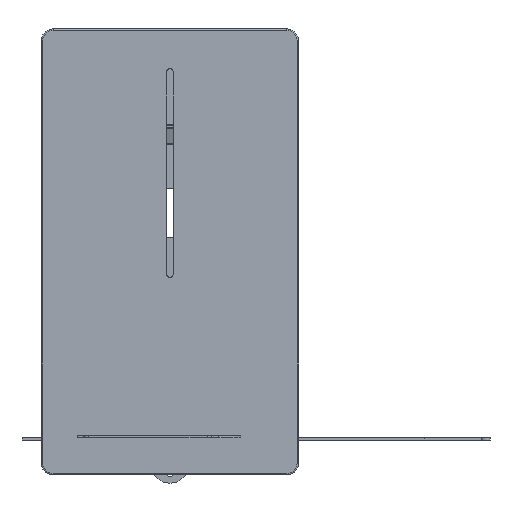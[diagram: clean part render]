
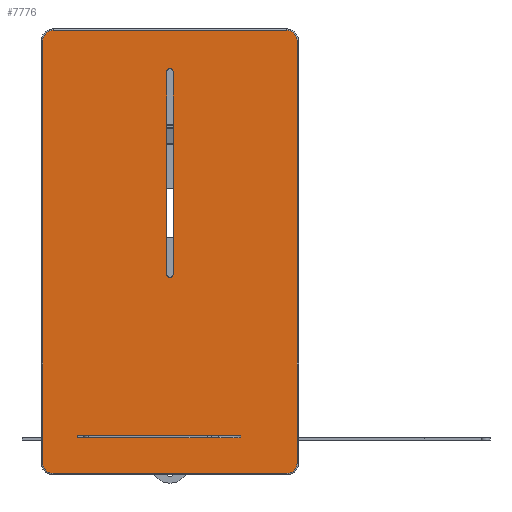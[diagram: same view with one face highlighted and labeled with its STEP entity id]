
A CAD part, front view. The second image highlights one B-rep face of the part: STEP entity #7776.
In plain terms, the highlighted face is planar.
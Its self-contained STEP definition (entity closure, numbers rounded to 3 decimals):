
#133=FACE_BOUND('',#1157,.T.);
#681=FACE_OUTER_BOUND('',#1156,.T.);
#1156=EDGE_LOOP('',(#6214,#6215,#6216,#6217,#6218,#6219,#6220,#6221));
#1157=EDGE_LOOP('',(#6222,#6223,#6224,#6225));
#1513=CIRCLE('',#8672,7.);
#1519=CIRCLE('',#8680,7.);
#1523=CIRCLE('',#8686,7.);
#1527=CIRCLE('',#8692,7.);
#1530=CIRCLE('',#8701,2.15);
#1531=CIRCLE('',#8702,2.15);
#2104=LINE('',#13092,#2865);
#2106=LINE('',#13104,#2867);
#2108=LINE('',#13116,#2869);
#2110=LINE('',#13125,#2871);
#2118=LINE('',#13147,#2879);
#2119=LINE('',#13151,#2880);
#2865=VECTOR('',#10273,10.);
#2867=VECTOR('',#10287,10.);
#2869=VECTOR('',#10301,10.);
#2871=VECTOR('',#10313,10.);
#2879=VECTOR('',#10335,10.);
#2880=VECTOR('',#10338,10.);
#3556=VERTEX_POINT('',#13080);
#3557=VERTEX_POINT('',#13082);
#3559=VERTEX_POINT('',#13088);
#3561=VERTEX_POINT('',#13094);
#3563=VERTEX_POINT('',#13100);
#3565=VERTEX_POINT('',#13106);
#3567=VERTEX_POINT('',#13112);
#3569=VERTEX_POINT('',#13118);
#3576=VERTEX_POINT('',#13145);
#3577=VERTEX_POINT('',#13146);
#3578=VERTEX_POINT('',#13148);
#3579=VERTEX_POINT('',#13150);
#4477=EDGE_CURVE('',#3556,#3557,#1513,.T.);
#4482=EDGE_CURVE('',#3557,#3559,#2104,.T.);
#4485=EDGE_CURVE('',#3559,#3561,#1519,.T.);
#4488=EDGE_CURVE('',#3561,#3563,#2106,.T.);
#4491=EDGE_CURVE('',#3563,#3565,#1523,.T.);
#4494=EDGE_CURVE('',#3565,#3567,#2108,.T.);
#4497=EDGE_CURVE('',#3567,#3569,#1527,.T.);
#4499=EDGE_CURVE('',#3569,#3556,#2110,.T.);
#4509=EDGE_CURVE('',#3576,#3577,#2118,.T.);
#4510=EDGE_CURVE('',#3577,#3578,#1530,.T.);
#4511=EDGE_CURVE('',#3578,#3579,#2119,.T.);
#4512=EDGE_CURVE('',#3579,#3576,#1531,.T.);
#6214=ORIENTED_EDGE('',*,*,#4477,.F.);
#6215=ORIENTED_EDGE('',*,*,#4499,.F.);
#6216=ORIENTED_EDGE('',*,*,#4497,.F.);
#6217=ORIENTED_EDGE('',*,*,#4494,.F.);
#6218=ORIENTED_EDGE('',*,*,#4491,.F.);
#6219=ORIENTED_EDGE('',*,*,#4488,.F.);
#6220=ORIENTED_EDGE('',*,*,#4485,.F.);
#6221=ORIENTED_EDGE('',*,*,#4482,.F.);
#6222=ORIENTED_EDGE('',*,*,#4509,.T.);
#6223=ORIENTED_EDGE('',*,*,#4510,.T.);
#6224=ORIENTED_EDGE('',*,*,#4511,.T.);
#6225=ORIENTED_EDGE('',*,*,#4512,.T.);
#7401=PLANE('',#8700);
#7776=ADVANCED_FACE('',(#681,#133),#7401,.T.);
#8672=AXIS2_PLACEMENT_3D('',#13083,#10262,#10263);
#8680=AXIS2_PLACEMENT_3D('',#13098,#10280,#10281);
#8686=AXIS2_PLACEMENT_3D('',#13110,#10294,#10295);
#8692=AXIS2_PLACEMENT_3D('',#13122,#10308,#10309);
#8700=AXIS2_PLACEMENT_3D('',#13144,#10333,#10334);
#8701=AXIS2_PLACEMENT_3D('',#13149,#10336,#10337);
#8702=AXIS2_PLACEMENT_3D('',#13152,#10339,#10340);
#10262=DIRECTION('center_axis',(0.,0.,-1.));
#10263=DIRECTION('ref_axis',(0.707,0.707,0.));
#10273=DIRECTION('',(0.,-1.,0.));
#10280=DIRECTION('center_axis',(0.,0.,-1.));
#10281=DIRECTION('ref_axis',(0.707,-0.707,0.));
#10287=DIRECTION('',(-1.,0.,0.));
#10294=DIRECTION('center_axis',(0.,0.,-1.));
#10295=DIRECTION('ref_axis',(-0.707,-0.707,0.));
#10301=DIRECTION('',(0.,1.,0.));
#10308=DIRECTION('center_axis',(0.,0.,-1.));
#10309=DIRECTION('ref_axis',(-0.707,0.707,0.));
#10313=DIRECTION('',(1.,0.,0.));
#10333=DIRECTION('center_axis',(0.,0.,1.));
#10334=DIRECTION('ref_axis',(1.,0.,0.));
#10335=DIRECTION('',(0.,1.,0.));
#10336=DIRECTION('center_axis',(0.,0.,-1.));
#10337=DIRECTION('ref_axis',(-1.,0.,0.));
#10338=DIRECTION('',(0.,-1.,0.));
#10339=DIRECTION('center_axis',(0.,0.,-1.));
#10340=DIRECTION('ref_axis',(-1.,0.,0.));
#13080=CARTESIAN_POINT('',(78.5,149.,3.));
#13082=CARTESIAN_POINT('',(85.5,142.,3.));
#13083=CARTESIAN_POINT('Origin',(78.5,142.,3.));
#13088=CARTESIAN_POINT('',(85.5,-142.,3.));
#13092=CARTESIAN_POINT('',(85.5,75.,3.));
#13094=CARTESIAN_POINT('',(78.5,-149.,3.));
#13098=CARTESIAN_POINT('Origin',(78.5,-142.,3.));
#13100=CARTESIAN_POINT('',(-78.5,-149.,3.));
#13104=CARTESIAN_POINT('',(43.25,-149.,3.));
#13106=CARTESIAN_POINT('',(-85.5,-142.,3.));
#13110=CARTESIAN_POINT('Origin',(-78.5,-142.,3.));
#13112=CARTESIAN_POINT('',(-85.5,142.,3.));
#13116=CARTESIAN_POINT('',(-85.5,-75.,3.));
#13118=CARTESIAN_POINT('',(-78.5,149.,3.));
#13122=CARTESIAN_POINT('Origin',(-78.5,142.,3.));
#13125=CARTESIAN_POINT('',(-43.25,149.,3.));
#13144=CARTESIAN_POINT('Origin',(0.,0.,
3.));
#13145=CARTESIAN_POINT('',(-2.15,-121.,3.));
#13146=CARTESIAN_POINT('',(-2.15,15.,3.));
#13147=CARTESIAN_POINT('',(-2.15,-60.5,3.));
#13148=CARTESIAN_POINT('',(2.15,15.,3.));
#13149=CARTESIAN_POINT('Origin',(0.,15.,3.));
#13150=CARTESIAN_POINT('',(2.15,-121.,3.));
#13151=CARTESIAN_POINT('',(2.15,7.5,3.));
#13152=CARTESIAN_POINT('Origin',(0.,-121.,3.));
